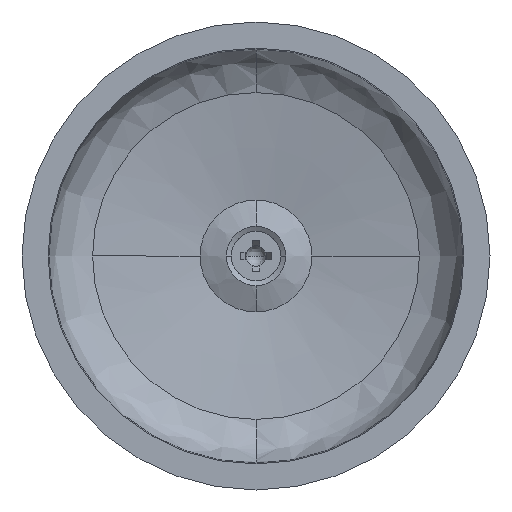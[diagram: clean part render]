
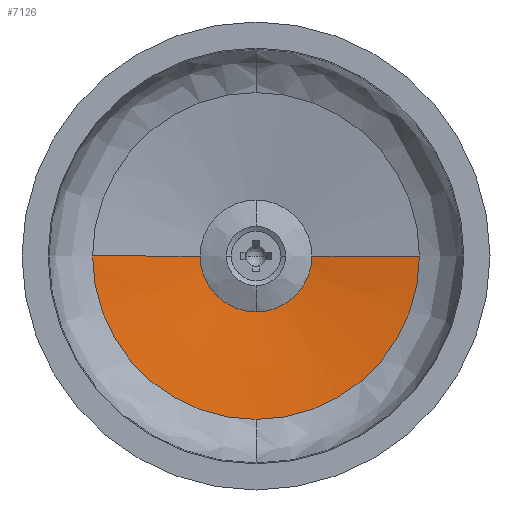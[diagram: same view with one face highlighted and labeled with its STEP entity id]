
A CAD part, front view. The second image highlights one B-rep face of the part: STEP entity #7126.
In plain terms, the highlighted conical face has half-angle 80.814 degrees and reference radius 31.43 mm.
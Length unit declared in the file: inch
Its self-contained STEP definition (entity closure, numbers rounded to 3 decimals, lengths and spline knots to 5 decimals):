
#326 = CARTESIAN_POINT ( 'NONE',  ( -0.42323, 0.59914, 0. ) ) ;
#573 = AXIS2_PLACEMENT_3D ( 'NONE', #3503, #13502, #4933 ) ;
#736 = CIRCLE ( 'NONE', #573, 0.42323 ) ;
#892 = CARTESIAN_POINT ( 'NONE',  ( 0., 0.46748, 0. ) ) ;
#1604 = VERTEX_POINT ( 'NONE', #326 ) ;
#1710 = VECTOR ( 'NONE', #11305, 39.37008 ) ;
#1921 = CARTESIAN_POINT ( 'NONE',  ( 0., 0.46748, -1.23738 ) ) ;
#2170 = LINE ( 'NONE', #2753, #1710 ) ;
#2357 = DIRECTION ( 'NONE',  ( 0., 0., -1. ) ) ;
#2464 = AXIS2_PLACEMENT_3D ( 'NONE', #13783, #12330, #18060 ) ;
#2753 = CARTESIAN_POINT ( 'NONE',  ( -1.23738, 0.46748, 0. ) ) ;
#3167 = EDGE_CURVE ( 'NONE', #6095, #3933, #736, .T. ) ;
#3503 = CARTESIAN_POINT ( 'NONE',  ( 0., 0.59914, 0. ) ) ;
#3817 = CONICAL_SURFACE ( 'NONE', #2464, 1.23738, 1.41 ) ;
#3933 = VERTEX_POINT ( 'NONE', #12061 ) ;
#4286 = ORIENTED_EDGE ( 'NONE', *, *, #18392, .F. ) ;
#4933 = DIRECTION ( 'NONE',  ( 0., 0., -1. ) ) ;
#5088 = ORIENTED_EDGE ( 'NONE', *, *, #12588, .T. ) ;
#5215 = AXIS2_PLACEMENT_3D ( 'NONE', #16031, #7461, #17491 ) ;
#6095 = VERTEX_POINT ( 'NONE', #8085 ) ;
#6165 = CARTESIAN_POINT ( 'NONE',  ( -1.23738, 0.46748, 0. ) ) ;
#6700 = AXIS2_PLACEMENT_3D ( 'NONE', #7871, #17895, #9310 ) ;
#7126 = ADVANCED_FACE ( 'NONE', ( #8079 ), #3817, .F. ) ;
#7386 = VECTOR ( 'NONE', #11170, 39.37008 ) ;
#7461 = DIRECTION ( 'NONE',  ( 0., -1., 0. ) ) ;
#7871 = CARTESIAN_POINT ( 'NONE',  ( 0., 0.46748, 0. ) ) ;
#7994 = EDGE_CURVE ( 'NONE', #1604, #6095, #17912, .T. ) ;
#8079 = FACE_OUTER_BOUND ( 'NONE', #12853, .T. ) ;
#8085 = CARTESIAN_POINT ( 'NONE',  ( 0., 0.59914, -0.42323 ) ) ;
#9036 = EDGE_CURVE ( 'NONE', #17124, #12064, #18160, .T. ) ;
#9310 = DIRECTION ( 'NONE',  ( 0., 0., -1. ) ) ;
#10674 = ORIENTED_EDGE ( 'NONE', *, *, #3167, .F. ) ;
#10904 = DIRECTION ( 'NONE',  ( 0., -1., 0. ) ) ;
#11170 = DIRECTION ( 'NONE',  ( 0.987, -0.16, 0. ) ) ;
#11305 = DIRECTION ( 'NONE',  ( -0.987, -0.16, 0. ) ) ;
#11717 = ORIENTED_EDGE ( 'NONE', *, *, #7994, .F. ) ;
#12061 = CARTESIAN_POINT ( 'NONE',  ( 0.42323, 0.59914, 0. ) ) ;
#12064 = VERTEX_POINT ( 'NONE', #17164 ) ;
#12330 = DIRECTION ( 'NONE',  ( 0., -1., 0. ) ) ;
#12588 = EDGE_CURVE ( 'NONE', #1604, #17552, #2170, .T. ) ;
#12624 = CARTESIAN_POINT ( 'NONE',  ( 1.23738, 0.46748, 0. ) ) ;
#12853 = EDGE_LOOP ( 'NONE', ( #11717, #5088, #13069, #14864, #4286, #10674 ) ) ;
#13025 = CIRCLE ( 'NONE', #18385, 1.23738 ) ;
#13069 = ORIENTED_EDGE ( 'NONE', *, *, #15012, .T. ) ;
#13502 = DIRECTION ( 'NONE',  ( 0., -1., 0. ) ) ;
#13783 = CARTESIAN_POINT ( 'NONE',  ( 0., 0.46748, 0. ) ) ;
#14553 = LINE ( 'NONE', #12624, #7386 ) ;
#14864 = ORIENTED_EDGE ( 'NONE', *, *, #9036, .T. ) ;
#15012 = EDGE_CURVE ( 'NONE', #17552, #17124, #13025, .T. ) ;
#16031 = CARTESIAN_POINT ( 'NONE',  ( 0., 0.59914, 0. ) ) ;
#17124 = VERTEX_POINT ( 'NONE', #1921 ) ;
#17164 = CARTESIAN_POINT ( 'NONE',  ( 1.23738, 0.46748, 0. ) ) ;
#17491 = DIRECTION ( 'NONE',  ( 0., 0., -1. ) ) ;
#17552 = VERTEX_POINT ( 'NONE', #6165 ) ;
#17895 = DIRECTION ( 'NONE',  ( 0., -1., 0. ) ) ;
#17912 = CIRCLE ( 'NONE', #5215, 0.42323 ) ;
#18060 = DIRECTION ( 'NONE',  ( 1., 0., 0. ) ) ;
#18160 = CIRCLE ( 'NONE', #6700, 1.23738 ) ;
#18385 = AXIS2_PLACEMENT_3D ( 'NONE', #892, #10904, #2357 ) ;
#18392 = EDGE_CURVE ( 'NONE', #3933, #12064, #14553, .T. ) ;
